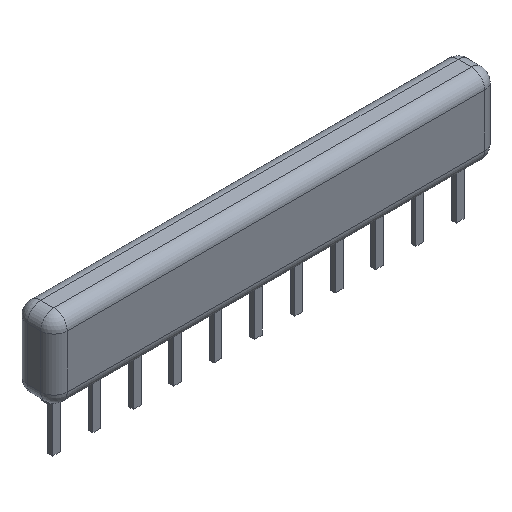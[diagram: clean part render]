
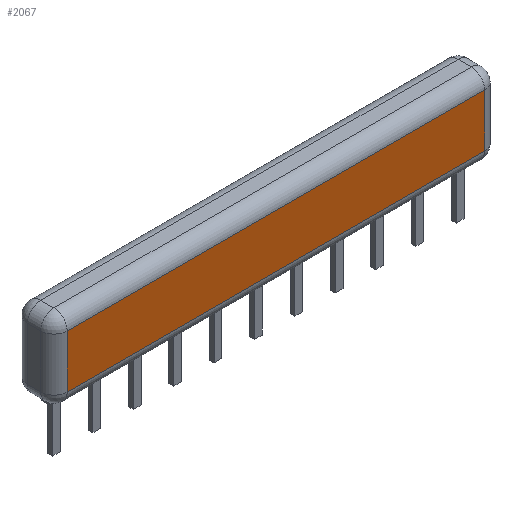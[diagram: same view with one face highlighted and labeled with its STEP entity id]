
A CAD part, isometric view. The second image highlights one B-rep face of the part: STEP entity #2067.
In plain terms, the highlighted planar face has unit normal (0, -1, 0).
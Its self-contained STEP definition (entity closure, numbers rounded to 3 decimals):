
#902 = VERTEX_POINT('',#903);
#903 = CARTESIAN_POINT('',(-0.437,-1.25,1.133));
#910 = EDGE_CURVE('',#902,#911,#913,.T.);
#911 = VERTEX_POINT('',#912);
#912 = CARTESIAN_POINT('',(25.837,-1.25,1.133));
#913 = LINE('',#914,#915);
#914 = CARTESIAN_POINT('',(-1.27,-1.25,1.133));
#915 = VECTOR('',#916,1.);
#916 = DIRECTION('',(1.,0.,0.));
#2067 = ADVANCED_FACE('',(#2068),#2093,.F.);
#2068 = FACE_BOUND('',#2069,.F.);
#2069 = EDGE_LOOP('',(#2070,#2078,#2086,#2092));
#2070 = ORIENTED_EDGE('',*,*,#2071,.F.);
#2071 = EDGE_CURVE('',#2072,#902,#2074,.T.);
#2072 = VERTEX_POINT('',#2073);
#2073 = CARTESIAN_POINT('',(-0.437,-1.25,4.467));
#2074 = LINE('',#2075,#2076);
#2075 = CARTESIAN_POINT('',(-0.437,-1.25,5.3));
#2076 = VECTOR('',#2077,1.);
#2077 = DIRECTION('',(0.,0.,-1.));
#2078 = ORIENTED_EDGE('',*,*,#2079,.T.);
#2079 = EDGE_CURVE('',#2072,#2080,#2082,.T.);
#2080 = VERTEX_POINT('',#2081);
#2081 = CARTESIAN_POINT('',(25.837,-1.25,4.467));
#2082 = LINE('',#2083,#2084);
#2083 = CARTESIAN_POINT('',(-1.27,-1.25,4.467));
#2084 = VECTOR('',#2085,1.);
#2085 = DIRECTION('',(1.,0.,0.));
#2086 = ORIENTED_EDGE('',*,*,#2087,.T.);
#2087 = EDGE_CURVE('',#2080,#911,#2088,.T.);
#2088 = LINE('',#2089,#2090);
#2089 = CARTESIAN_POINT('',(25.837,-1.25,5.3));
#2090 = VECTOR('',#2091,1.);
#2091 = DIRECTION('',(0.,0.,-1.));
#2092 = ORIENTED_EDGE('',*,*,#910,.F.);
#2093 = PLANE('',#2094);
#2094 = AXIS2_PLACEMENT_3D('',#2095,#2096,#2097);
#2095 = CARTESIAN_POINT('',(-1.27,-1.25,5.3));
#2096 = DIRECTION('',(0.,1.,0.));
#2097 = DIRECTION('',(0.,0.,-1.));
